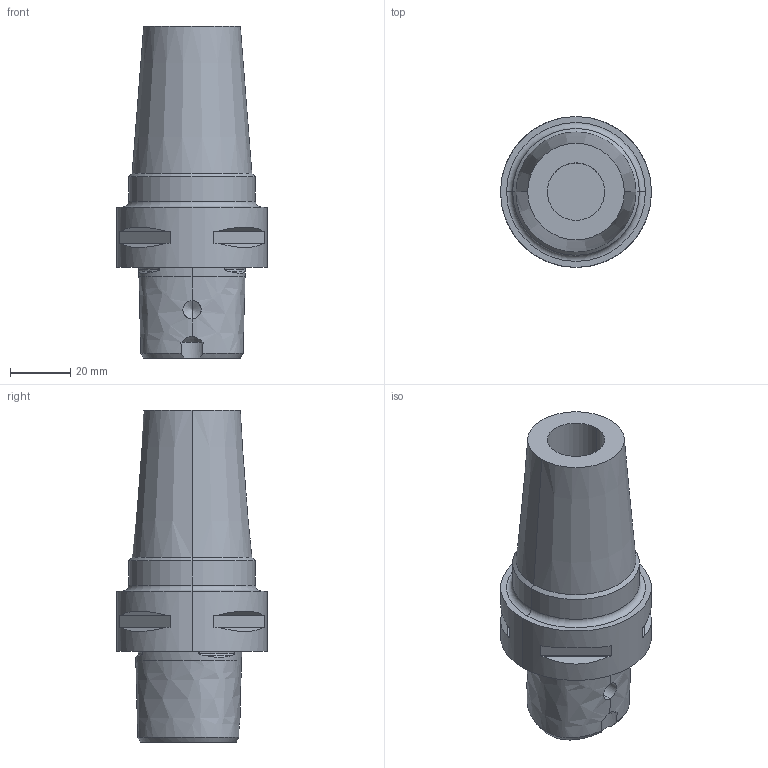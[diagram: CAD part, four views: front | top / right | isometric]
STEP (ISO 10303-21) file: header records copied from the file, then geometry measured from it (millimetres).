
FILE_DESCRIPTION (( 'STEP AP203' ), '1' );
FILE_NAME ('STP-142.651.64.315.STEP', '2019-08-01T03:04:50', ( '' ), ( '' ), 'SwSTEP 2.0', 'SolidWorks 2017', '' );
FILE_SCHEMA (( 'CONFIG_CONTROL_DESIGN' ));
Length unit declared in the file: millimetre
Products named in the file (1): STP-142.651.64.315
Bounding box: 50 x 50 x 110 mm (x, y, z)
Volume: 103145.7 mm3; surface area: 22661 mm2
Topology: 1 solids, 1 shells, 88 faces, 204 edges, 124 vertices
Faces by surface type: plane 30, cylinder 21, cone 20, torus 11, bspline 6
Entity records: 4778 total; most frequent: CARTESIAN_POINT 2775, ORIENTED_EDGE 400, DIRECTION 400, EDGE_CURVE 200, AXIS2_PLACEMENT_3D 170, VERTEX_POINT 124, EDGE_LOOP 100, FACE_OUTER_BOUND 88
